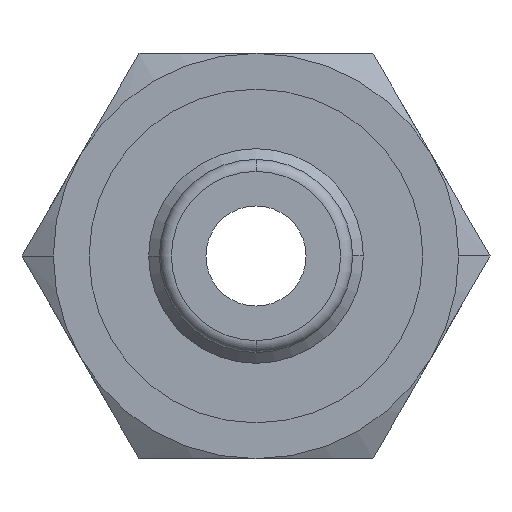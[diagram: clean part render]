
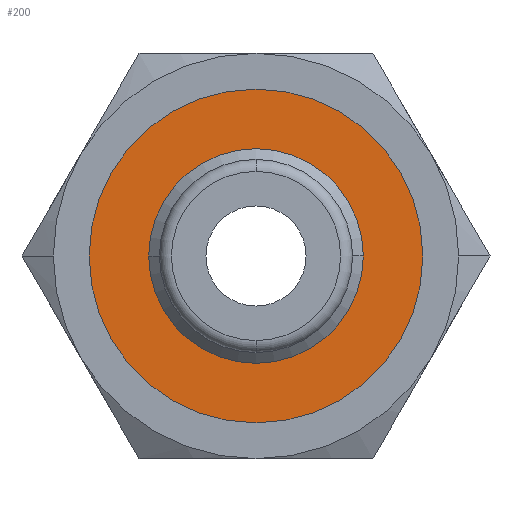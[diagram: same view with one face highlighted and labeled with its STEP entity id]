
A CAD part, front view. The second image highlights one B-rep face of the part: STEP entity #200.
In plain terms, the highlighted planar face has unit normal (0, -1, 0).
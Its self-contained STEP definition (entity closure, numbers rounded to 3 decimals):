
#200=ADVANCED_FACE('',(#414,#415),#416,.T.);
#414=FACE_OUTER_BOUND('',#639,.T.);
#415=FACE_BOUND('',#640,.T.);
#416=PLANE('',#641);
#639=EDGE_LOOP('',(#1154,#1155));
#640=EDGE_LOOP('',(#1156,#1157));
#641=AXIS2_PLACEMENT_3D('',#1158,#1159,#1160);
#1154=ORIENTED_EDGE('',*,*,#1521,.T.);
#1155=ORIENTED_EDGE('',*,*,#1386,.T.);
#1156=ORIENTED_EDGE('',*,*,#1342,.F.);
#1157=ORIENTED_EDGE('',*,*,#1522,.F.);
#1158=CARTESIAN_POINT('',(0.0,14.0,0.0));
#1159=DIRECTION('',(0.0,-1.0,0.0));
#1160=DIRECTION('',(-1.0,0.0,0.0));
#1342=EDGE_CURVE('',#1617,#1613,#1619,.T.);
#1386=EDGE_CURVE('',#1690,#1687,#1691,.T.);
#1521=EDGE_CURVE('',#1687,#1690,#1879,.T.);
#1522=EDGE_CURVE('',#1613,#1617,#1880,.T.);
#1613=VERTEX_POINT('',#2127);
#1617=VERTEX_POINT('',#2132);
#1619=CIRCLE('',#2135,4.5);
#1687=VERTEX_POINT('',#2219);
#1690=VERTEX_POINT('',#2223);
#1691=CIRCLE('',#2224,7.0);
#1879=CIRCLE('',#2701,7.0);
#1880=CIRCLE('',#2702,4.5);
#2127=CARTESIAN_POINT('',(4.5,14.0,0.));
#2132=CARTESIAN_POINT('',(-4.5,14.0,0.));
#2135=AXIS2_PLACEMENT_3D('',#2798,#2799,#2800);
#2219=CARTESIAN_POINT('',(7.0,14.0,0.0));
#2223=CARTESIAN_POINT('',(-7.0,14.0,0.));
#2224=AXIS2_PLACEMENT_3D('',#2866,#2867,#2868);
#2701=AXIS2_PLACEMENT_3D('',#3020,#3021,#3022);
#2702=AXIS2_PLACEMENT_3D('',#3023,#3024,#3025);
#2798=CARTESIAN_POINT('',(0.0,14.0,0.0));
#2799=DIRECTION('',(0.0,-1.0,0.0));
#2800=DIRECTION('',(1.0,0.0,0.0));
#2866=CARTESIAN_POINT('',(0.0,14.0,0.0));
#2867=DIRECTION('',(0.0,-1.0,0.0));
#2868=DIRECTION('',(1.0,0.0,0.0));
#3020=CARTESIAN_POINT('',(0.0,14.0,0.0));
#3021=DIRECTION('',(0.0,-1.0,0.0));
#3022=DIRECTION('',(1.0,0.0,0.0));
#3023=CARTESIAN_POINT('',(0.0,14.0,0.0));
#3024=DIRECTION('',(0.0,-1.0,0.0));
#3025=DIRECTION('',(1.0,0.0,0.0));
